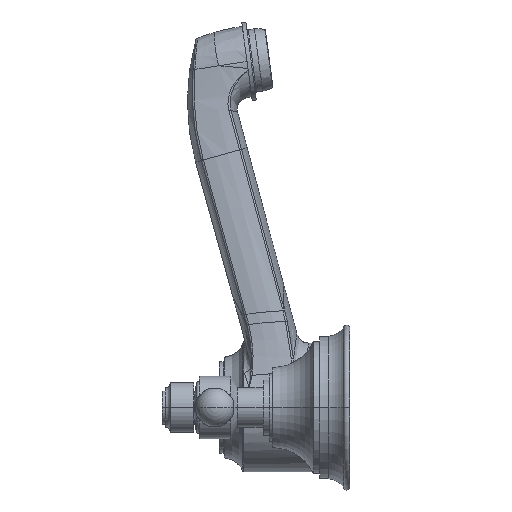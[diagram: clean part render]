
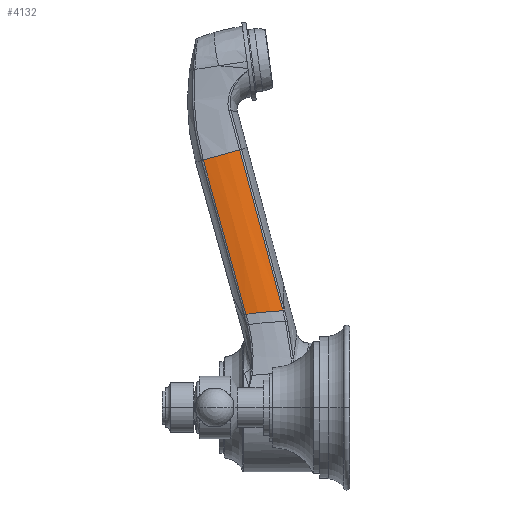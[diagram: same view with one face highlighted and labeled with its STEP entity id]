
A CAD part, left-side view. The second image highlights one B-rep face of the part: STEP entity #4132.
In plain terms, the highlighted free-form (B-spline) face has degree [3, 3] with [4, 4] control points.
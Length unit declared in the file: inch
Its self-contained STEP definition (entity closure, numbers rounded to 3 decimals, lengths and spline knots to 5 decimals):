
#881=CARTESIAN_POINT('',(-0.62243,1.75223,4.09903));
#882=CARTESIAN_POINT('',(-0.62922,1.71848,3.97498));
#883=CARTESIAN_POINT('',(-0.64427,1.64676,3.71042));
#884=CARTESIAN_POINT('',(-0.6715,1.52655,3.26691));
#885=CARTESIAN_POINT('',(-0.70472,1.3919,2.76774));
#886=CARTESIAN_POINT('',(-0.7451,1.2417,2.20838));
#887=CARTESIAN_POINT('',(-0.77808,1.12968,1.78826));
#888=CARTESIAN_POINT('',(-0.79613,1.07112,1.56787));
#890=CARTESIAN_POINT('',(-0.79613,1.07112,1.56787));
#891=CARTESIAN_POINT('',(-0.79633,1.07047,1.56542));
#892=CARTESIAN_POINT('',(-0.79706,1.06811,1.55654));
#893=CARTESIAN_POINT('',(-0.79791,1.06574,1.54676));
#894=CARTESIAN_POINT('',(-0.79847,1.06365,1.53948));
#895=CARTESIAN_POINT('',(-0.79854,1.06342,1.53861));
#897=CARTESIAN_POINT('',(-0.79854,1.06342,1.53861));
#898=CARTESIAN_POINT('',(-0.8402,1.25398,1.53212));
#899=CARTESIAN_POINT('',(-0.84475,1.45509,1.51136));
#900=CARTESIAN_POINT('',(-0.81143,1.65106,1.48141));
#902=CARTESIAN_POINT('',(-0.62764,2.33049,3.93866));
#903=CARTESIAN_POINT('',(-0.63691,2.29673,3.8163));
#904=CARTESIAN_POINT('',(-0.65665,2.22487,3.55617));
#905=CARTESIAN_POINT('',(-0.68947,2.10506,3.12224));
#906=CARTESIAN_POINT('',(-0.726,1.97094,2.63695));
#907=CARTESIAN_POINT('',(-0.76636,1.82134,2.09599));
#908=CARTESIAN_POINT('',(-0.79603,1.70969,1.69305));
#909=CARTESIAN_POINT('',(-0.81143,1.65106,1.48141));
#956=CARTESIAN_POINT('',(-0.62243,1.75223,4.09903));
#957=CARTESIAN_POINT('',(-0.65476,1.94326,4.04605));
#958=CARTESIAN_POINT('',(-0.65651,2.13895,3.99178));
#959=CARTESIAN_POINT('',(-0.62764,2.33049,3.93866));
#2324=CARTESIAN_POINT('',(-0.81143,1.65108,
1.4814));
#2325=VERTEX_POINT('',#2324);
#2331=CARTESIAN_POINT('',(-0.62764,2.33049,
3.93866));
#2332=VERTEX_POINT('',#2331);
#2384=VERTEX_POINT('',#897);
#2385=VERTEX_POINT('',#956);
#2386=VERTEX_POINT('',#888);
#4104=CARTESIAN_POINT('',(-0.81143,1.65109,
1.4814));
#4105=CARTESIAN_POINT('',(-0.84482,1.4547,
1.51142));
#4106=CARTESIAN_POINT('',(-0.84016,1.25306,
1.53221));
#4107=CARTESIAN_POINT('',(-0.79826,1.06214,
1.53865));
#4108=CARTESIAN_POINT('',(-0.75208,1.87694,
2.297));
#4109=CARTESIAN_POINT('',(-0.79791,1.68208,
2.34329));
#4110=CARTESIAN_POINT('',(-0.78959,1.47982,
2.37876));
#4111=CARTESIAN_POINT('',(-0.72809,1.29197,
2.3965));
#4112=CARTESIAN_POINT('',(-0.69092,2.10024,
3.10183));
#4113=CARTESIAN_POINT('',(-0.72776,1.90952,
3.16015));
#4114=CARTESIAN_POINT('',(-0.71994,1.71283,
3.2161));
#4115=CARTESIAN_POINT('',(-0.66789,1.52559,
3.26508));
#4116=CARTESIAN_POINT('',(-0.62739,2.3321,
3.93822));
#4117=CARTESIAN_POINT('',(-0.65663,2.13932,
3.99168));
#4118=CARTESIAN_POINT('',(-0.65482,1.94218,
4.04635));
#4119=CARTESIAN_POINT('',(-0.62204,1.74992,
4.09967));
#4120=B_SPLINE_SURFACE_WITH_KNOTS('',3,3,((#4104,#4105,#4106,#4107),(#4108,
#4109,#4110,#4111),(#4112,#4113,#4114,#4115),(#4116,#4117,#4118,#4119)),
.UNSPECIFIED.,.F.,.F.,.F.,(4,4),(4,4),(0.09732,0.31832),(
0.03562,0.966),.UNSPECIFIED.);
#4122=ORIENTED_EDGE('',*,*,#4121,.F.);
#4124=ORIENTED_EDGE('',*,*,#4123,.F.);
#4126=ORIENTED_EDGE('',*,*,#4125,.T.);
#4127=ORIENTED_EDGE('',*,*,#4094,.T.);
#4129=ORIENTED_EDGE('',*,*,#4128,.T.);
#4130=EDGE_LOOP('',(#4122,#4124,#4126,#4127,#4129));
#4131=FACE_OUTER_BOUND('',#4130,.F.);
#4132=ADVANCED_FACE('',(#4131),#4120,.F.);
#889=B_SPLINE_CURVE_WITH_KNOTS('',3,(#881,#882,#883,#884,#885,#886,#887,#888),
.UNSPECIFIED.,.F.,.F.,(4,1,1,1,1,4),(0.,0.2,0.4,0.6,0.8,1.),
.UNSPECIFIED.);
#896=B_SPLINE_CURVE_WITH_KNOTS('',3,(#890,#891,#892,#893,#894,#895),
.UNSPECIFIED.,.F.,.F.,(4,1,1,4),(0.,0.25171,0.91032,1.),
.UNSPECIFIED.);
#901=B_SPLINE_CURVE_WITH_KNOTS('',3,(#897,#898,#899,#900),.UNSPECIFIED.,.F.,.F.,
(4,4),(0.,1.),.UNSPECIFIED.);
#910=B_SPLINE_CURVE_WITH_KNOTS('',3,(#902,#903,#904,#905,#906,#907,#908,#909),
.UNSPECIFIED.,.F.,.F.,(4,1,1,1,1,4),(0.,0.2,0.4,0.6,0.8,1.),
.UNSPECIFIED.);
#960=B_SPLINE_CURVE_WITH_KNOTS('',3,(#956,#957,#958,#959),.UNSPECIFIED.,.F.,.F.,
(4,4),(0.,1.),.UNSPECIFIED.);
#4094=EDGE_CURVE('',#2386,#2384,#896,.T.);
#4121=EDGE_CURVE('',#2332,#2325,#910,.T.);
#4123=EDGE_CURVE('',#2385,#2332,#960,.T.);
#4125=EDGE_CURVE('',#2385,#2386,#889,.T.);
#4128=EDGE_CURVE('',#2384,#2325,#901,.T.);
